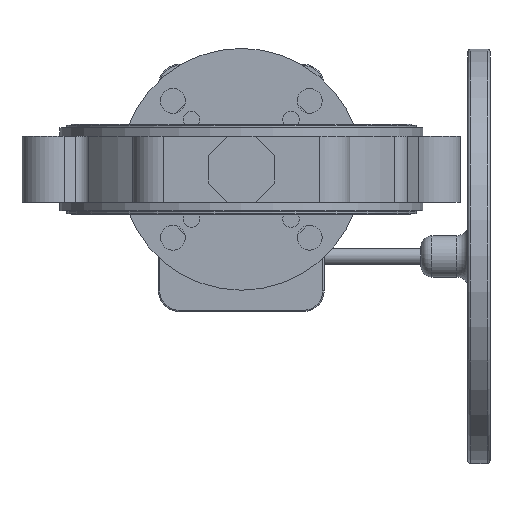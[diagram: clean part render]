
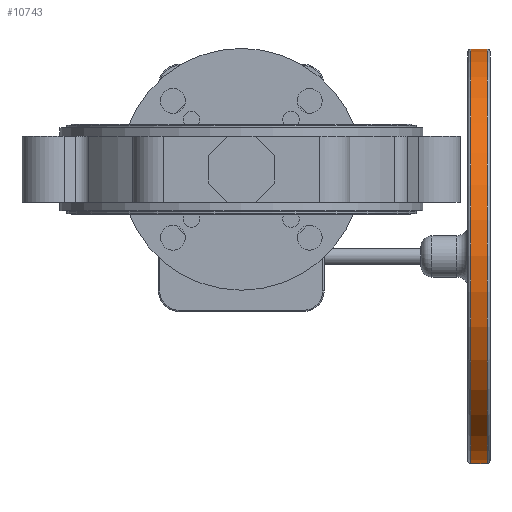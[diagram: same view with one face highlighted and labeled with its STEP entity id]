
A CAD part, front view. The second image highlights one B-rep face of the part: STEP entity #10743.
In plain terms, the highlighted cylindrical face has radius 150 mm (diameter 300 mm), a partial arc.
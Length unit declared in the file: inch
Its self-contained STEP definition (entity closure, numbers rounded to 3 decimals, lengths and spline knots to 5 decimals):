
#244 = ORIENTED_EDGE ( 'NONE', *, *, #21428, .F. ) ;
#747 = DIRECTION ( 'NONE',  ( 0., 0., -1. ) ) ;
#1161 = CARTESIAN_POINT ( 'NONE',  ( 9.08444, 17.27654, 12.42747 ) ) ;
#2216 = CARTESIAN_POINT ( 'NONE',  ( 9.08444, 17.27654, 6.52196 ) ) ;
#2298 = DIRECTION ( 'NONE',  ( 1., 0., 0. ) ) ;
#2526 = DIRECTION ( 'NONE',  ( 0., 0., -1. ) ) ;
#2668 = CARTESIAN_POINT ( 'NONE',  ( 8.612, 17.27654, 0.61644 ) ) ;
#3314 = VERTEX_POINT ( 'NONE', #9788 ) ;
#4137 = ORIENTED_EDGE ( 'NONE', *, *, #10468, .T. ) ;
#4307 = AXIS2_PLACEMENT_3D ( 'NONE', #11532, #9870, #6500 ) ;
#5374 = CARTESIAN_POINT ( 'NONE',  ( 8.53326, 17.27654, 0.61644 ) ) ;
#5914 = AXIS2_PLACEMENT_3D ( 'NONE', #2216, #8854, #2526 ) ;
#6500 = DIRECTION ( 'NONE',  ( 0., 0., -1. ) ) ;
#6650 = VERTEX_POINT ( 'NONE', #2668 ) ;
#6744 = CIRCLE ( 'NONE', #4307, 5.90551 ) ;
#6946 = CIRCLE ( 'NONE', #5914, 5.90551 ) ;
#8356 = CARTESIAN_POINT ( 'NONE',  ( 9.08444, 17.27654, 0.61644 ) ) ;
#8592 = EDGE_CURVE ( 'NONE', #6650, #16819, #20327, .T. ) ;
#8854 = DIRECTION ( 'NONE',  ( -1., 0., 0. ) ) ;
#9496 = LINE ( 'NONE', #20964, #15496 ) ;
#9605 = EDGE_LOOP ( 'NONE', ( #244, #10133, #15251, #4137 ) ) ;
#9788 = CARTESIAN_POINT ( 'NONE',  ( 8.612, 17.27654, 12.42747 ) ) ;
#9870 = DIRECTION ( 'NONE',  ( 1., 0., 0. ) ) ;
#10133 = ORIENTED_EDGE ( 'NONE', *, *, #20621, .T. ) ;
#10430 = AXIS2_PLACEMENT_3D ( 'NONE', #10453, #2298, #747 ) ;
#10453 = CARTESIAN_POINT ( 'NONE',  ( 8.53326, 17.27654, 6.52196 ) ) ;
#10468 = EDGE_CURVE ( 'NONE', #16819, #19038, #6946, .T. ) ;
#10743 = ADVANCED_FACE ( 'NONE', ( #20502 ), #10778, .T. ) ;
#10748 = VECTOR ( 'NONE', #12041, 39.37008 ) ;
#10778 = CYLINDRICAL_SURFACE ( 'NONE', #10430, 5.90551 ) ;
#11145 = DIRECTION ( 'NONE',  ( 1., 0., 0. ) ) ;
#11532 = CARTESIAN_POINT ( 'NONE',  ( 8.612, 17.27654, 6.52196 ) ) ;
#12041 = DIRECTION ( 'NONE',  ( 1., 0., 0. ) ) ;
#15251 = ORIENTED_EDGE ( 'NONE', *, *, #8592, .T. ) ;
#15496 = VECTOR ( 'NONE', #11145, 39.37008 ) ;
#16819 = VERTEX_POINT ( 'NONE', #8356 ) ;
#19038 = VERTEX_POINT ( 'NONE', #1161 ) ;
#20327 = LINE ( 'NONE', #5374, #10748 ) ;
#20502 = FACE_OUTER_BOUND ( 'NONE', #9605, .T. ) ;
#20621 = EDGE_CURVE ( 'NONE', #3314, #6650, #6744, .T. ) ;
#20964 = CARTESIAN_POINT ( 'NONE',  ( 8.53326, 17.27654, 12.42747 ) ) ;
#21428 = EDGE_CURVE ( 'NONE', #3314, #19038, #9496, .T. ) ;
